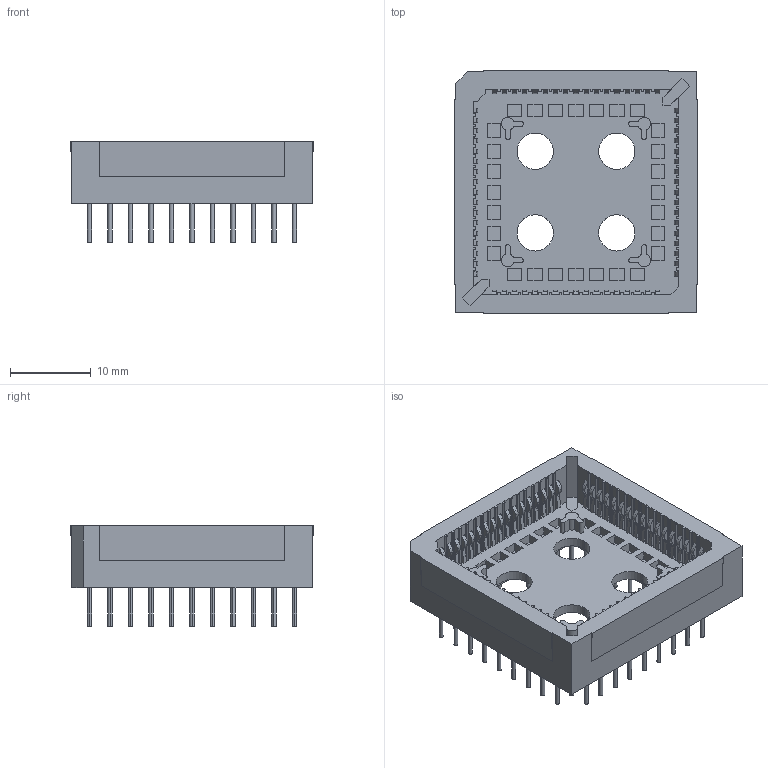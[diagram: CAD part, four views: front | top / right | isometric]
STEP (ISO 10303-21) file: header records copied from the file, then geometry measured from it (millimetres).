
FILE_DESCRIPTION(('FreeCAD Model'),'2;1');
FILE_NAME('Open CASCADE Shape Model','2020-12-31T19:00:23',( 'Leandro Sehnem Heck'),('Heck'),'Open CASCADE STEP processor 7.3', 'FreeCAD','Unknown');
FILE_SCHEMA(('AUTOMOTIVE_DESIGN { 1 0 10303 214 1 1 1 1 }'));
Length unit declared in the file: millimetre
Products named in the file (1): PLCC_68_THT_Socket
Bounding box: 30.07 x 30.07 x 12.44 mm (x, y, z)
Volume: 2997.4 mm3; surface area: 4403.4 mm2
Topology: 1 solids, 1 shells, 1366 faces, 3789 edges, 2526 vertices
Faces by surface type: plane 800, cylinder 566
Entity records: 53436 total; most frequent: CARTESIAN_POINT 7682, DIRECTION 7655, ORIENTED_EDGE 7578, EDGE_CURVE 3789, LINE 2657, VECTOR 2657, VERTEX_POINT 2526, AXIS2_PLACEMENT_3D 2499
